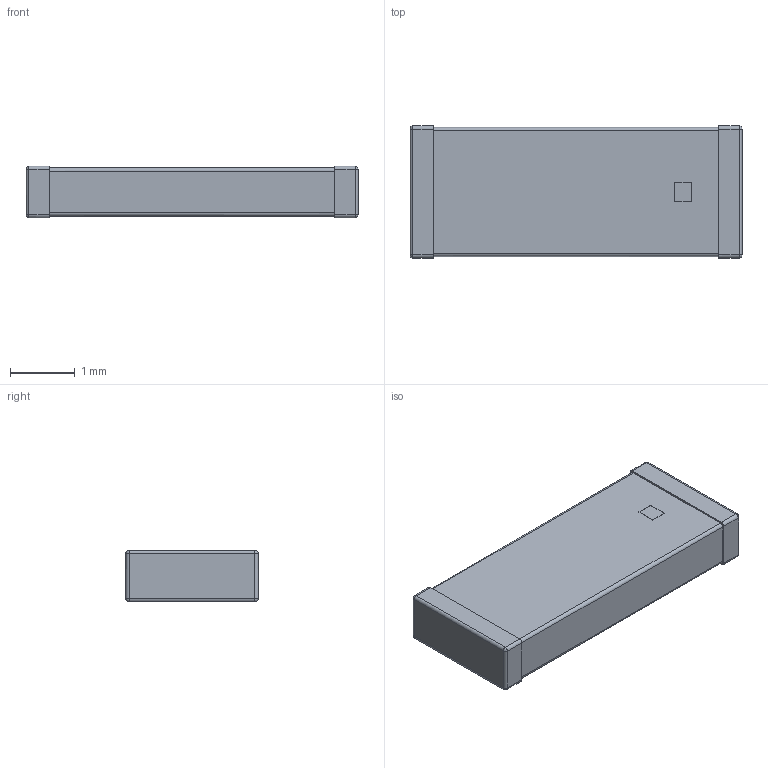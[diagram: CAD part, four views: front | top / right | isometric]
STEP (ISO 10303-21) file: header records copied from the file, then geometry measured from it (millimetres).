
FILE_DESCRIPTION(('FreeCAD Model'),'2;1');
FILE_NAME('Scale001.step','2019-12-13T17:27:22',( 'kicad StepUp'),('ksu MCAD'),'Open CASCADE STEP processor 7.2', 'FreeCAD','Unknown');
FILE_SCHEMA(('AUTOMOTIVE_DESIGN { 1 0 10303 214 1 1 1 1 }'));
Length unit declared in the file: millimetre
Products named in the file (1): Scale001
Bounding box: 5.14 x 2.05 x 0.8 mm (x, y, z)
Volume: 7.8 mm3; surface area: 31.3 mm2
Topology: 1 solids, 1 shells, 49 faces, 116 edges, 64 vertices
Faces by surface type: bspline 49
Entity records: 1591 total; most frequent: CARTESIAN_POINT 597, ORIENTED_EDGE 216, EDGE_CURVE 108, B_SPLINE_CURVE_WITH_KNOTS 68, VERTEX_POINT 64, FACE_BOUND 52, EDGE_LOOP 52, ADVANCED_FACE 49
